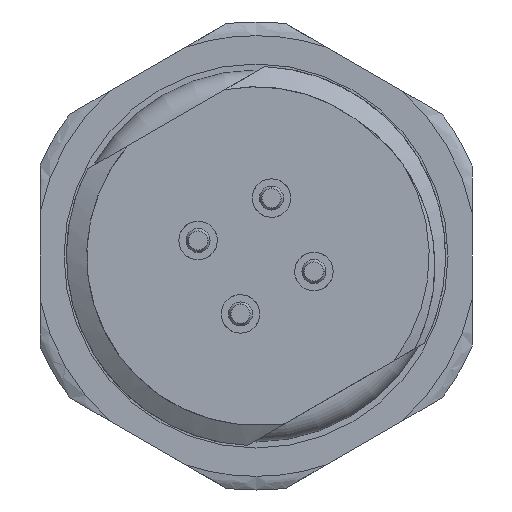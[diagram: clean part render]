
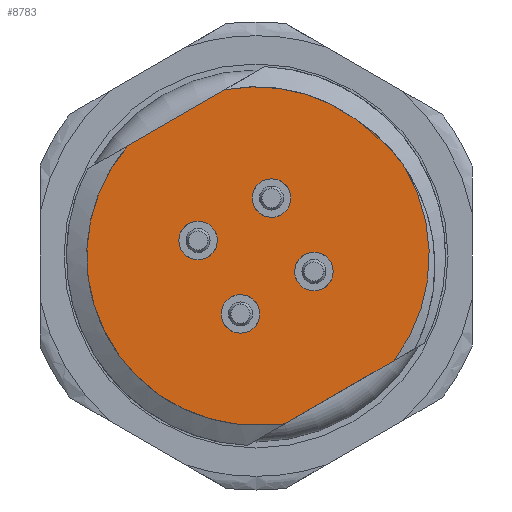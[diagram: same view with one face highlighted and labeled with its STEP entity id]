
A CAD part, front view. The second image highlights one B-rep face of the part: STEP entity #8783.
In plain terms, the highlighted planar face has unit normal (0, -1, 0).
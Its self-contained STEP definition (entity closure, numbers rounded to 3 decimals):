
#1666=DIRECTION('',(-0.866,0.,-0.5));
#1667=VECTOR('',#1666,4.682);
#1668=CARTESIAN_POINT('',(-1.298,-8.,6.93));
#1669=LINE('',#1668,#1667);
#1674=CARTESIAN_POINT('',(0.385,-8.,
-7.04));
#1697=CARTESIAN_POINT('',(0.,-8.,0.));
#1698=DIRECTION('',(0.,1.,0.));
#1699=DIRECTION('',(-0.184,0.,0.983));
#1700=AXIS2_PLACEMENT_3D('',#1697,#1698,#1699);
#1702=CARTESIAN_POINT('',(0.,-8.,0.));
#1703=DIRECTION('',(0.,1.,0.));
#1704=DIRECTION('',(0.858,0.,0.514));
#1705=AXIS2_PLACEMENT_3D('',#1702,#1703,#1704);
#1707=CARTESIAN_POINT('',(0.,-8.,0.));
#1708=DIRECTION('',(0.,1.,0.));
#1709=DIRECTION('',(0.055,0.,-0.999));
#1710=AXIS2_PLACEMENT_3D('',#1707,#1708,#1709);
#1712=CARTESIAN_POINT('',(-2.415,-8.,0.647));
#1713=DIRECTION('',(0.,-1.,0.));
#1714=DIRECTION('',(1.,0.,0.));
#1715=AXIS2_PLACEMENT_3D('',#1712,#1713,#1714);
#1717=CARTESIAN_POINT('',(-2.415,-8.,0.647));
#1718=DIRECTION('',(0.,-1.,0.));
#1719=DIRECTION('',(-1.,0.,0.));
#1720=AXIS2_PLACEMENT_3D('',#1717,#1718,#1719);
#1722=CARTESIAN_POINT('',(0.647,-8.,2.415));
#1723=DIRECTION('',(0.,-1.,0.));
#1724=DIRECTION('',(0.,0.,-1.));
#1725=AXIS2_PLACEMENT_3D('',#1722,#1723,#1724);
#1727=CARTESIAN_POINT('',(0.647,-8.,2.415));
#1728=DIRECTION('',(0.,-1.,0.));
#1729=DIRECTION('',(0.,0.,1.));
#1730=AXIS2_PLACEMENT_3D('',#1727,#1728,#1729);
#1732=CARTESIAN_POINT('',(2.415,-8.,-0.647));
#1733=DIRECTION('',(0.,-1.,0.));
#1734=DIRECTION('',(-1.,0.,0.));
#1735=AXIS2_PLACEMENT_3D('',#1732,#1733,#1734);
#1737=CARTESIAN_POINT('',(2.415,-8.,-0.647));
#1738=DIRECTION('',(0.,-1.,0.));
#1739=DIRECTION('',(1.,0.,0.));
#1740=AXIS2_PLACEMENT_3D('',#1737,#1738,#1739);
#1742=CARTESIAN_POINT('',(-0.647,-8.,-2.415));
#1743=DIRECTION('',(0.,-1.,0.));
#1744=DIRECTION('',(0.,0.,1.));
#1745=AXIS2_PLACEMENT_3D('',#1742,#1743,#1744);
#1747=CARTESIAN_POINT('',(-0.647,-8.,-2.415));
#1748=DIRECTION('',(0.,-1.,0.));
#1749=DIRECTION('',(0.,0.,-1.));
#1750=AXIS2_PLACEMENT_3D('',#1747,#1748,#1749);
#2092=DIRECTION('',(0.866,0.,0.5));
#2093=VECTOR('',#2092,5.284);
#2094=CARTESIAN_POINT('',(1.18,-8.,
-6.998));
#2095=LINE('',#2094,#2093);
#2101=CARTESIAN_POINT('',(5.755,-8.,-4.356));
#2118=CARTESIAN_POINT('',(6.193,-8.,3.707));
#2119=CARTESIAN_POINT('',(6.122,-8.,3.812));
#2120=CARTESIAN_POINT('',(5.551,-8.,4.606));
#2121=CARTESIAN_POINT('',(4.828,-8.,5.269));
#2122=CARTESIAN_POINT('',(4.126,-8.,5.717));
#2787=CARTESIAN_POINT('',(0.385,-8.,
-7.04));
#2788=CARTESIAN_POINT('',(0.473,-8.,
-7.04));
#2789=CARTESIAN_POINT('',(0.649,-8.,
-7.037));
#2790=CARTESIAN_POINT('',(0.915,-8.,
-7.023));
#2791=CARTESIAN_POINT('',(1.091,-8.,
-7.007));
#2792=CARTESIAN_POINT('',(1.18,-8.,
-6.998));
#2794=CARTESIAN_POINT('',(1.18,-8.,
-6.998));
#7153=CARTESIAN_POINT('',(-5.352,-8.,4.589));
#7155=VERTEX_POINT('',#7153);
#7199=CARTESIAN_POINT('',(-1.298,-8.,6.93));
#7200=VERTEX_POINT('',#7199);
#7227=CARTESIAN_POINT('',(4.126,-8.,5.717));
#7228=VERTEX_POINT('',#7227);
#7244=VERTEX_POINT('',#1674);
#7247=VERTEX_POINT('',#2101);
#7271=VERTEX_POINT('',#2794);
#7272=CARTESIAN_POINT('',(6.193,-8.,3.707));
#7273=VERTEX_POINT('',#7272);
#7274=CARTESIAN_POINT('',(-0.647,-8.,-1.615));
#7276=VERTEX_POINT('',#7274);
#7282=CARTESIAN_POINT('',(-0.647,-8.,-3.215));
#7283=VERTEX_POINT('',#7282);
#7306=CARTESIAN_POINT('',(-1.615,-8.,0.647));
#7308=VERTEX_POINT('',#7306);
#7314=CARTESIAN_POINT('',(-3.215,-8.,0.647));
#7315=VERTEX_POINT('',#7314);
#7338=CARTESIAN_POINT('',(0.647,-8.,1.615));
#7340=VERTEX_POINT('',#7338);
#7346=CARTESIAN_POINT('',(0.647,-8.,3.215));
#7347=VERTEX_POINT('',#7346);
#7370=CARTESIAN_POINT('',(1.615,-8.,-0.647));
#7372=VERTEX_POINT('',#7370);
#7378=CARTESIAN_POINT('',(3.215,-8.,-0.647));
#7379=VERTEX_POINT('',#7378);
#8740=CARTESIAN_POINT('',(0.,-8.,0.));
#8741=DIRECTION('',(0.,-1.,0.));
#8742=DIRECTION('',(0.866,0.,0.5));
#8743=AXIS2_PLACEMENT_3D('',#8740,#8741,#8742);
#8744=PLANE('',#8743);
#8745=ORIENTED_EDGE('',*,*,#8720,.F.);
#8747=ORIENTED_EDGE('',*,*,#8746,.T.);
#8749=ORIENTED_EDGE('',*,*,#8748,.F.);
#8751=ORIENTED_EDGE('',*,*,#8750,.T.);
#8753=ORIENTED_EDGE('',*,*,#8752,.F.);
#8755=ORIENTED_EDGE('',*,*,#8754,.F.);
#8756=ORIENTED_EDGE('',*,*,#8731,.T.);
#8757=EDGE_LOOP('',(#8745,#8747,#8749,#8751,#8753,#8755,#8756));
#8758=FACE_OUTER_BOUND('',#8757,.F.);
#8760=ORIENTED_EDGE('',*,*,#8759,.T.);
#8762=ORIENTED_EDGE('',*,*,#8761,.T.);
#8763=EDGE_LOOP('',(#8760,#8762));
#8764=FACE_BOUND('',#8763,.F.);
#8766=ORIENTED_EDGE('',*,*,#8765,.T.);
#8768=ORIENTED_EDGE('',*,*,#8767,.T.);
#8769=EDGE_LOOP('',(#8766,#8768));
#8770=FACE_BOUND('',#8769,.F.);
#8772=ORIENTED_EDGE('',*,*,#8771,.T.);
#8774=ORIENTED_EDGE('',*,*,#8773,.T.);
#8775=EDGE_LOOP('',(#8772,#8774));
#8776=FACE_BOUND('',#8775,.F.);
#8778=ORIENTED_EDGE('',*,*,#8777,.T.);
#8780=ORIENTED_EDGE('',*,*,#8779,.T.);
#8781=EDGE_LOOP('',(#8778,#8780));
#8782=FACE_BOUND('',#8781,.F.);
#8783=ADVANCED_FACE('',(#8758,#8764,#8770,#8776,#8782),#8744,.T.);
#1701=CIRCLE('',#1700,7.05);
#1706=CIRCLE('',#1705,7.218);
#1711=CIRCLE('',#1710,7.05);
#1716=CIRCLE('',#1715,0.8);
#1721=CIRCLE('',#1720,0.8);
#1726=CIRCLE('',#1725,0.8);
#1731=CIRCLE('',#1730,0.8);
#1736=CIRCLE('',#1735,0.8);
#1741=CIRCLE('',#1740,0.8);
#1746=CIRCLE('',#1745,0.8);
#1751=CIRCLE('',#1750,0.8);
#2123=B_SPLINE_CURVE_WITH_KNOTS('',3,(#2118,#2119,#2120,#2121,#2122),
.UNSPECIFIED.,.F.,.F.,(4,1,4),(0.,0.129,1.),.UNSPECIFIED.);
#2793=B_SPLINE_CURVE_WITH_KNOTS('',3,(#2787,#2788,#2789,#2790,#2791,#2792),
.UNSPECIFIED.,.F.,.F.,(4,1,1,4),(0.,0.333,0.667,1.),
.UNSPECIFIED.);
#8720=EDGE_CURVE('',#7200,#7155,#1669,.T.);
#8731=EDGE_CURVE('',#7244,#7155,#1711,.T.);
#8746=EDGE_CURVE('',#7200,#7228,#1701,.T.);
#8748=EDGE_CURVE('',#7273,#7228,#2123,.T.);
#8750=EDGE_CURVE('',#7273,#7247,#1706,.T.);
#8752=EDGE_CURVE('',#7271,#7247,#2095,.T.);
#8754=EDGE_CURVE('',#7244,#7271,#2793,.T.);
#8759=EDGE_CURVE('',#7308,#7315,#1716,.T.);
#8761=EDGE_CURVE('',#7315,#7308,#1721,.T.);
#8765=EDGE_CURVE('',#7340,#7347,#1726,.T.);
#8767=EDGE_CURVE('',#7347,#7340,#1731,.T.);
#8771=EDGE_CURVE('',#7372,#7379,#1736,.T.);
#8773=EDGE_CURVE('',#7379,#7372,#1741,.T.);
#8777=EDGE_CURVE('',#7276,#7283,#1746,.T.);
#8779=EDGE_CURVE('',#7283,#7276,#1751,.T.);
